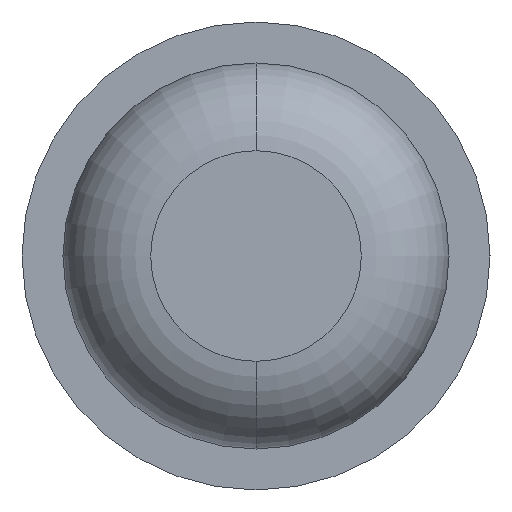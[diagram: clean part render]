
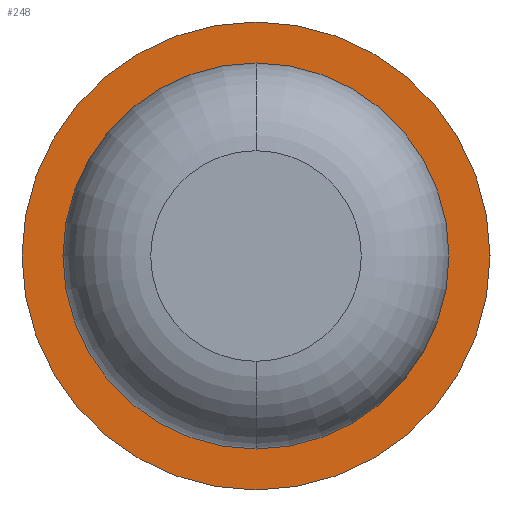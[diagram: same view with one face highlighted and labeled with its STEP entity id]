
A CAD part, front view. The second image highlights one B-rep face of the part: STEP entity #248.
In plain terms, the highlighted planar face has unit normal (0, -1, 0).
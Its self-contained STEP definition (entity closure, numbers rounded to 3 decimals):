
#139 = EDGE_CURVE ( 'Defeature ausgef�hrt1_25+Defeature ausgef�hrt1_24+Defeature ausgef�hrt1_24+Defeature ausgef�hrt1_24', #1277, #961, #2282, .T. ) ;
#248 = ADVANCED_FACE ( 'Defeature ausgef�hrt1_24', ( #3227, #612 ), #2525, .T. ) ;
#419 = ORIENTED_EDGE ( 'NONE', *, *, #710, .F. ) ;
#440 = ORIENTED_EDGE ( 'NONE', *, *, #1401, .F. ) ;
#473 = AXIS2_PLACEMENT_3D ( 'NONE', #2549, #1798, #3066 ) ;
#525 = DIRECTION ( 'NONE',  ( 0., -1., 0. ) ) ;
#612 = FACE_OUTER_BOUND ( 'NONE', #3241, .T. ) ;
#625 = CARTESIAN_POINT ( 'NONE',  ( 0., -3., 0. ) ) ;
#629 = ORIENTED_EDGE ( 'NONE', *, *, #139, .F. ) ;
#710 = EDGE_CURVE ( 'Defeature ausgef�hrt1_21+Defeature ausgef�hrt1_24+Defeature ausgef�hrt1_24+Defeature ausgef�hrt1_24', #2959, #2754, #2325, .T. ) ;
#868 = AXIS2_PLACEMENT_3D ( 'NONE', #3124, #2121, #3106 ) ;
#883 = DIRECTION ( 'NONE',  ( 0., 1., 0. ) ) ;
#961 = VERTEX_POINT ( 'NONE', #2768 ) ;
#1051 = CARTESIAN_POINT ( 'NONE',  ( 0., -3., 0. ) ) ;
#1056 = CARTESIAN_POINT ( 'NONE',  ( 0., -3., 0.825 ) ) ;
#1186 = AXIS2_PLACEMENT_3D ( 'NONE', #1346, #3131, #1893 ) ;
#1277 = VERTEX_POINT ( 'NONE', #2223 ) ;
#1346 = CARTESIAN_POINT ( 'NONE',  ( 0., -3., 0. ) ) ;
#1401 = EDGE_CURVE ( 'Defeature ausgef�hrt1_25+Defeature ausgef�hrt1_24+Defeature ausgef�hrt1_24+Defeature ausgef�hrt1_24', #961, #1277, #1602, .T. ) ;
#1519 = EDGE_CURVE ( 'Defeature ausgef�hrt1_21+Defeature ausgef�hrt1_24+Defeature ausgef�hrt1_24+Defeature ausgef�hrt1_24', #2754, #2959, #3152, .T. ) ;
#1602 = CIRCLE ( 'NONE', #1186, 1. ) ;
#1672 = EDGE_LOOP ( 'NONE', ( #2159, #419 ) ) ;
#1798 = DIRECTION ( 'NONE',  ( 0., -1., 0. ) ) ;
#1893 = DIRECTION ( 'NONE',  ( 0., 0., 1. ) ) ;
#2121 = DIRECTION ( 'NONE',  ( 0., -1., 0. ) ) ;
#2159 = ORIENTED_EDGE ( 'NONE', *, *, #1519, .F. ) ;
#2223 = CARTESIAN_POINT ( 'NONE',  ( 0., -3., -1. ) ) ;
#2282 = CIRCLE ( 'NONE', #3061, 1. ) ;
#2300 = AXIS2_PLACEMENT_3D ( 'NONE', #1051, #525, #2346 ) ;
#2325 = CIRCLE ( 'NONE', #868, 0.825 ) ;
#2346 = DIRECTION ( 'NONE',  ( 0., 0., -1. ) ) ;
#2525 = PLANE ( 'NONE',  #473 ) ;
#2549 = CARTESIAN_POINT ( 'NONE',  ( -1., -3., 0. ) ) ;
#2692 = DIRECTION ( 'NONE',  ( 0., 0., 1. ) ) ;
#2750 = CARTESIAN_POINT ( 'NONE',  ( 0., -3., -0.825 ) ) ;
#2754 = VERTEX_POINT ( 'NONE', #1056 ) ;
#2768 = CARTESIAN_POINT ( 'NONE',  ( 0., -3., 1. ) ) ;
#2959 = VERTEX_POINT ( 'NONE', #2750 ) ;
#3061 = AXIS2_PLACEMENT_3D ( 'NONE', #625, #883, #2692 ) ;
#3066 = DIRECTION ( 'NONE',  ( 0., 0., -1. ) ) ;
#3106 = DIRECTION ( 'NONE',  ( 0., 0., -1. ) ) ;
#3124 = CARTESIAN_POINT ( 'NONE',  ( 0., -3., 0. ) ) ;
#3131 = DIRECTION ( 'NONE',  ( 0., 1., 0. ) ) ;
#3152 = CIRCLE ( 'NONE', #2300, 0.825 ) ;
#3227 = FACE_BOUND ( 'NONE', #1672, .T. ) ;
#3241 = EDGE_LOOP ( 'NONE', ( #440, #629 ) ) ;
